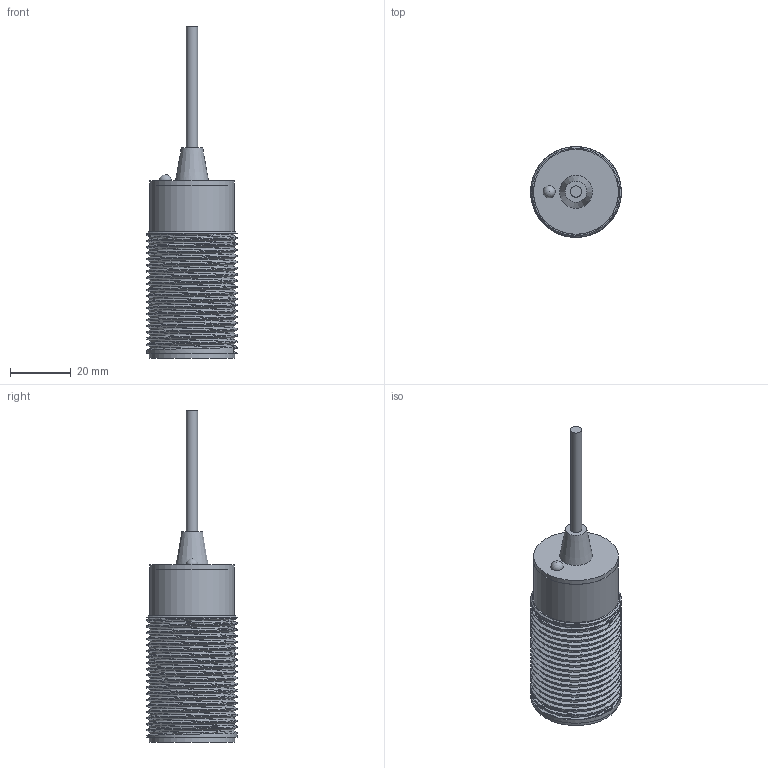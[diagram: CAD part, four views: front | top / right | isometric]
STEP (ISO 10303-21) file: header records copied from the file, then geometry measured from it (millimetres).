
FILE_DESCRIPTION(/* description */ (''),/* implementation_level */ '2;1');
FILE_NAME(/* name */ '',/* time_stamp */ '2025-07-15T16:15:46+08:00',/* author */ (''),/* organization */ (''),/* preprocessor_version */ 'ST-DEVELOPER v14',/* originating_system */ 'SIEMENS PLM Software NX 8.0',/* authorisation */ '');
FILE_SCHEMA (('AUTOMOTIVE_DESIGN { 1 0 10303 214 3 1 1 1 }'));
Length unit declared in the file: millimetre
Products named in the file (1): DELL167C30C5f1aq
Bounding box: 29.72 x 29.72 x 108.95 mm (x, y, z)
Volume: 38197.2 mm3; surface area: 9178.2 mm2
Topology: 1 solids, 1 shells, 20 faces, 38 edges, 25 vertices
Faces by surface type: plane 9, cylinder 6, bspline 2, cone 2, sphere 1
Full cylindrical faces by diameter (mm): 3.7 x1, 27.85 x1, 27.9 x1, 28.1 x1
Entity records: 4823 total; most frequent: CARTESIAN_POINT 4438, DIRECTION 73, ORIENTED_EDGE 56, AXIS2_PLACEMENT_3D 35, EDGE_LOOP 32, EDGE_CURVE 28, FACE_BOUND 23, VERTEX_POINT 22
